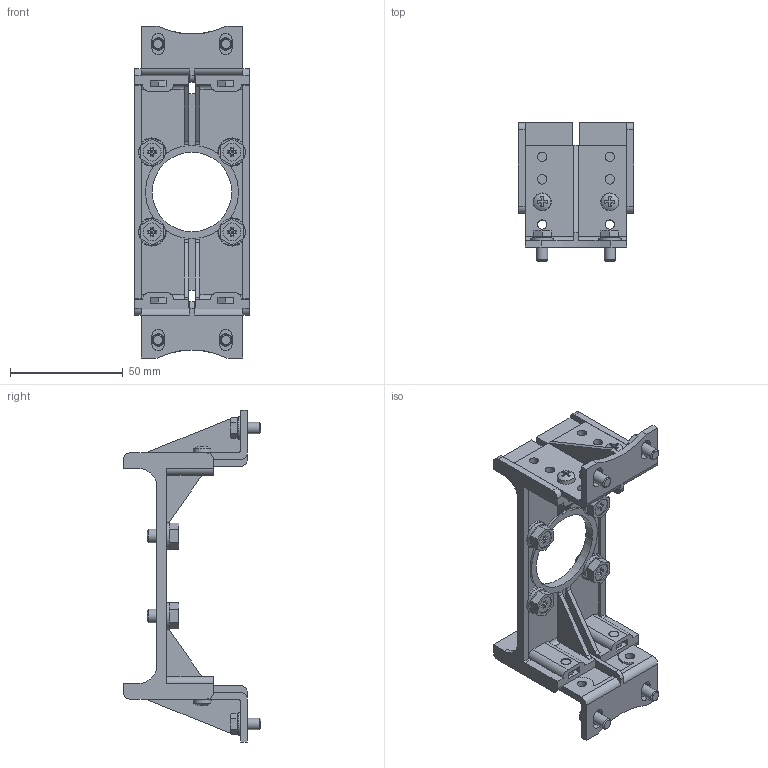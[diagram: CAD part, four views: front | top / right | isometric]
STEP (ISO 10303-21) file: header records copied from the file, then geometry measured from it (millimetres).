
FILE_DESCRIPTION(/* description */ ('STEP AP214'),/* implementation_level */ '2;1');
FILE_NAME(/* name */ '8183116_DARQ-K-X1-A3-F05-R14',/* time_stamp */ '2024-08-14T16:22:47+02:00',/* author */ ('License CC BY-ND 4.0'),/* organization */ ('CADENAS'),/* preprocessor_version */ 'ST-DEVELOPER v19.3',/* originating_system */ 'PARTsolutions',/* authorisation */ ' ');
FILE_SCHEMA (('AUTOMOTIVE_DESIGN {1 0 10303 214 3 1 1}'));
Length unit declared in the file: millimetre
Products named in the file (9): 8183116 DARQ-K-X1-A3-F05-R14; 8183116 DARQ-K-X1-A3-F05-R14_bef; Spring lock washer DIN 127 A6; 406558 GB9074.12-M6x10-A2-70; 8183116 DARQ-K-X1-A3-F05-R14_P2; ISO 7089 5 (F); Hexagon head bolt ISO 4014 M5x10; ISO 7045 M4x10-H; ISO 4032 - M4(F)
Assembly tree (27 placements, depth 2):
  8183116 DARQ-K-X1-A3-F05-R14
    8183116 DARQ-K-X1-A3-F05-R14_bef
    Spring lock washer DIN 127 A6  x4
    406558 GB9074.12-M6x10-A2-70  x4
    8183116 DARQ-K-X1-A3-F05-R14_P2  x2
    ISO 7089 5 (F)  x4
    Hexagon head bolt ISO 4014 M5x10  x4
    ISO 7045 M4x10-H  x4
    ISO 4032 - M4(F)  x4
Bounding box: 51 x 61 x 147 mm (x, y, z)
Volume: 54446.9 mm3; surface area: 45633.3 mm2
Topology: 27 solids, 27 shells, 727 faces, 1819 edges, 1176 vertices
Faces by surface type: plane 434, cylinder 181, cone 100, torus 8, sphere 4
Full cylindrical faces by diameter (mm): 3.242 x4, 4 x4, 4.2 x16, 4.5 x8, 5 x4, 5.48 x4, 6 x4, 6.5 x4, 8 x4, 10 x4, 35.2 x1
Entity records: 11369 total; most frequent: CARTESIAN_POINT 1970, DIRECTION 1845, ORIENTED_EDGE 1728, EDGE_CURVE 864, AXIS2_PLACEMENT_3D 656, VERTEX_POINT 589, LINE 533, VECTOR 533
